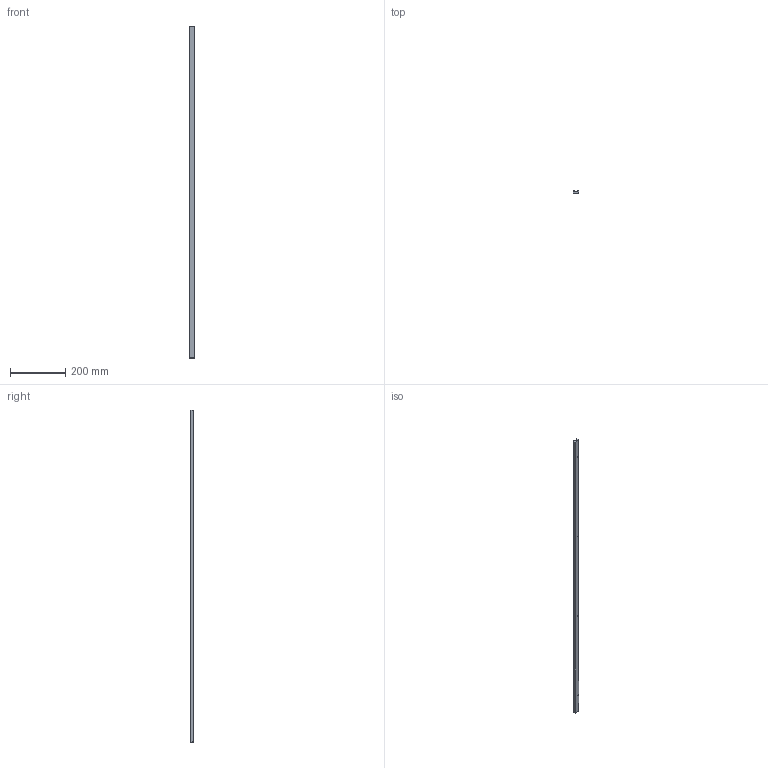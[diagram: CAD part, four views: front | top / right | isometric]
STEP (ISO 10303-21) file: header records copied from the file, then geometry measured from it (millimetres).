
FILE_DESCRIPTION(/* description */ (''),/* implementation_level */ '2;1');
FILE_NAME(/* name */ 'UA-GROOVE-1200-....stp',/* time_stamp */ '2023-07-12T15:10:31+02:00',/* author */ ('MarcinS'),/* organization */ (''),/* preprocessor_version */ 'ST-DEVELOPER v19.2',/* originating_system */ 'Autodesk Inventor 2023',/* authorisation */ '');
FILE_SCHEMA (('AUTOMOTIVE_DESIGN { 1 0 10303 214 3 1 1 }'));
Length unit declared in the file: millimetre
Products named in the file (1): 3-1200
Bounding box: 19.8 x 10.8 x 1200 mm (x, y, z)
Volume: 186540.2 mm3; surface area: 78238.7 mm2
Topology: 1 solids, 1 shells, 183 faces, 455 edges, 274 vertices
Faces by surface type: cylinder 75, bspline 64, plane 30, cone 8, sphere 4, torus 2
Full cylindrical faces by diameter (mm): 4 x52
Entity records: 25406 total; most frequent: CARTESIAN_POINT 21623, ORIENTED_EDGE 910, DIRECTION 567, EDGE_CURVE 455, VERTEX_POINT 274, B_SPLINE_CURVE_WITH_KNOTS 208, AXIS2_PLACEMENT_3D 208, FACE_OUTER_BOUND 183
